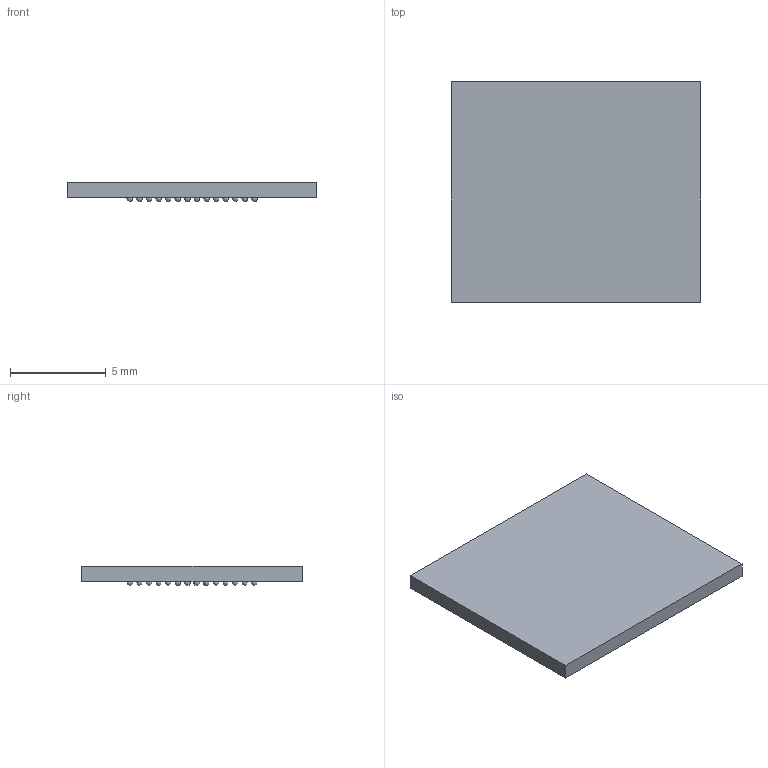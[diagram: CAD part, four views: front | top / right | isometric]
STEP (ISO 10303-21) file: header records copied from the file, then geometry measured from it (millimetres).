
FILE_DESCRIPTION(('FreeCAD Model'),'2;1');
FILE_NAME('Open CASCADE Shape Model','2021-06-17T14:58:28',('Author'),( ''),'Open CASCADE STEP processor 7.4','FreeCAD','Unknown');
FILE_SCHEMA(('AUTOMOTIVE_DESIGN { 1 0 10303 214 1 1 1 1 }'));
Length unit declared in the file: millimetre
Products named in the file (1): union
Bounding box: 13 x 11.5 x 1.02 mm (x, y, z)
Volume: 121.9 mm3; surface area: 368 mm2
Topology: 1 solids, 1 shells, 202 faces, 600 edges, 400 vertices
Faces by surface type: sphere 196, plane 6
Entity records: 6101 total; most frequent: DIRECTION 1202, CARTESIAN_POINT 1007, ORIENTED_EDGE 808, AXIS2_PLACEMENT_3D 595, EDGE_CURVE 404, VERTEX_POINT 400, FACE_BOUND 398, EDGE_LOOP 398
